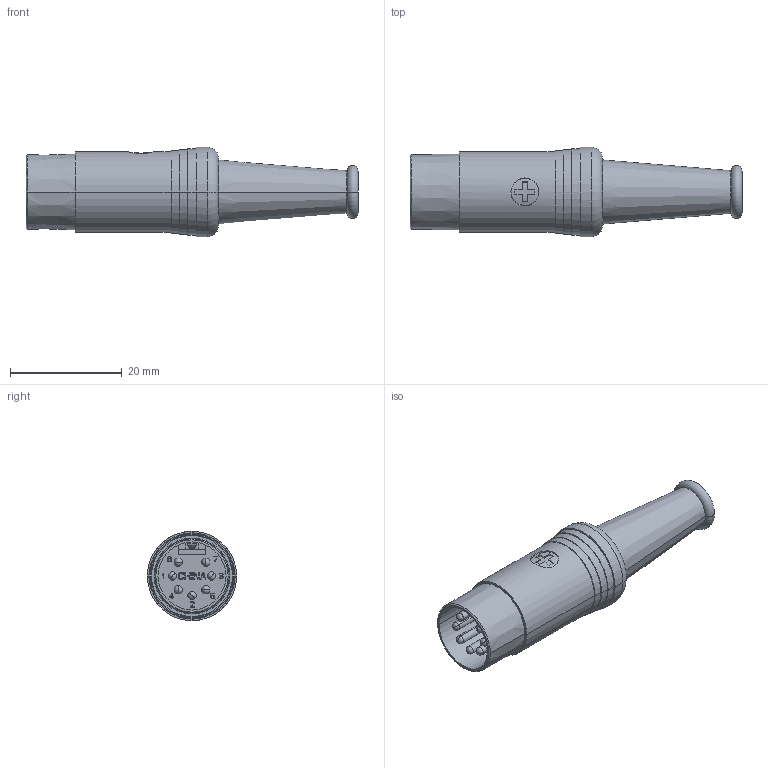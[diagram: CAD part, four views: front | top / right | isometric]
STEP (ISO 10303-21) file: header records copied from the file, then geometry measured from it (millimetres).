
FILE_DESCRIPTION((''),'2;1');
FILE_NAME('3D_FILE_NYS323','2024-12-12T15:37:40',('yuj'),(''),'CREO PARAMETRIC BY PTC INC, 2021184','CREO PARAMETRIC BY PTC INC, 2021184','');
FILE_SCHEMA(('AUTOMOTIVE_DESIGN { 1 0 10303 214 1 1 1 1 }'));
Length unit declared in the file: millimetre
Products named in the file (1): 3D_FILE_NYS323
Bounding box: 59.5 x 16 x 16 mm (x, y, z)
Volume: 6342.5 mm3; surface area: 3420.6 mm2
Topology: 1 solids, 1 shells, 398 faces, 1229 edges, 851 vertices
Faces by surface type: plane 339, cylinder 33, sphere 14, cone 6, torus 4, bspline 2
Entity records: 14661 total; most frequent: CARTESIAN_POINT 2942, ORIENTED_EDGE 2182, DIRECTION 2153, EDGE_CURVE 1091, VECTOR 1024, LINE 1024, VERTEX_POINT 727, AXIS2_PLACEMENT_3D 563
